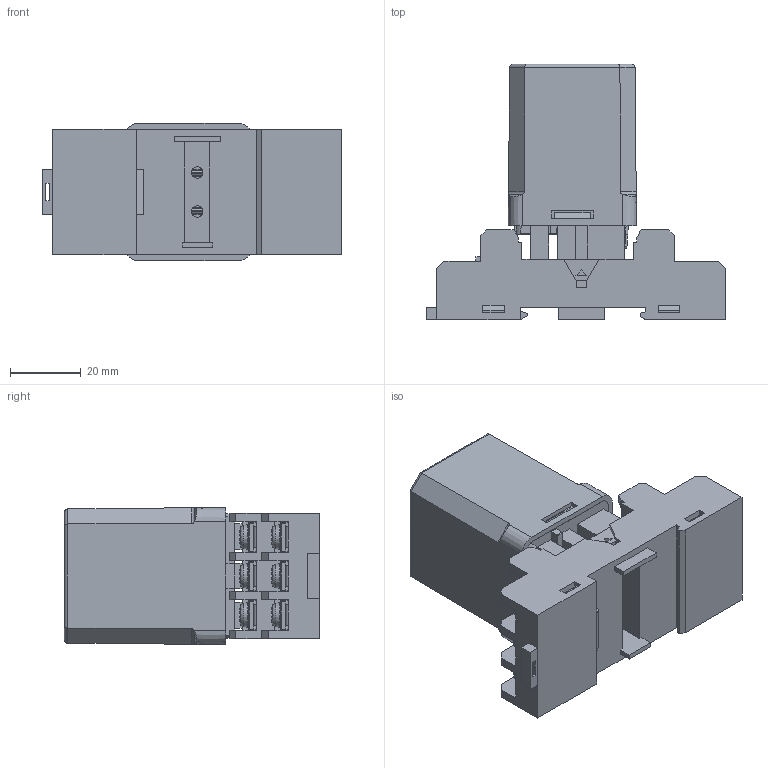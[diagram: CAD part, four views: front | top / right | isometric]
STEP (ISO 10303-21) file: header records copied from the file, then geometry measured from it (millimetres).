
FILE_DESCRIPTION (( 'STEP AP214' ), '1' );
FILE_NAME ('PRUCT.STEP', '2016-10-17T11:55:33', ( '' ), ( '' ), 'SwSTEP 2.0', 'SolidWorks 2016', '' );
FILE_SCHEMA (( 'AUTOMOTIVE_DESIGN' ));
Length unit declared in the file: millimetre
Products named in the file (4): RUC faston 4,8x0,5; ZVKD- 92.43.1 senza alette; PRUCT; vite+rondella
Assembly tree (14 placements, depth 2):
  PRUCT
    ZVKD- 92.43.1 senza alette
    vite+rondella  x12
    RUC faston 4,8x0,5
Bounding box: 84.5 x 72 x 38.65 mm (x, y, z)
Volume: 68122.9 mm3; surface area: 42469.6 mm2
Topology: 14 solids, 16 shells, 1807 faces, 4794 edges, 3042 vertices
Faces by surface type: plane 1218, cylinder 285, bspline 216, torus 51, cone 29, sphere 8
Entity records: 45824 total; most frequent: CARTESIAN_POINT 10586, ORIENTED_EDGE 5418, DIRECTION 4631, EDGE_CURVE 2709, VECTOR 2209, LINE 2209, VERTEX_POINT 1755, AXIS2_PLACEMENT_3D 1211
